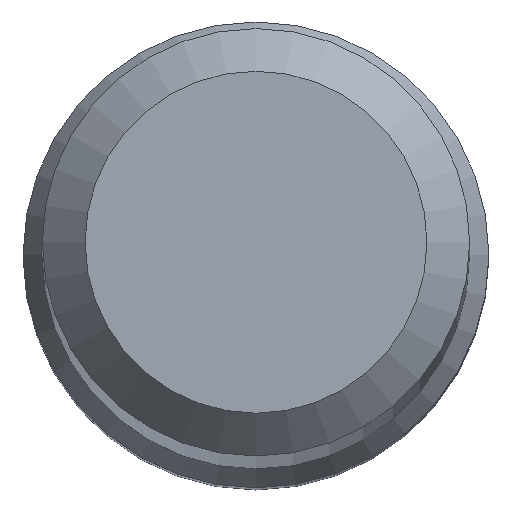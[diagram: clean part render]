
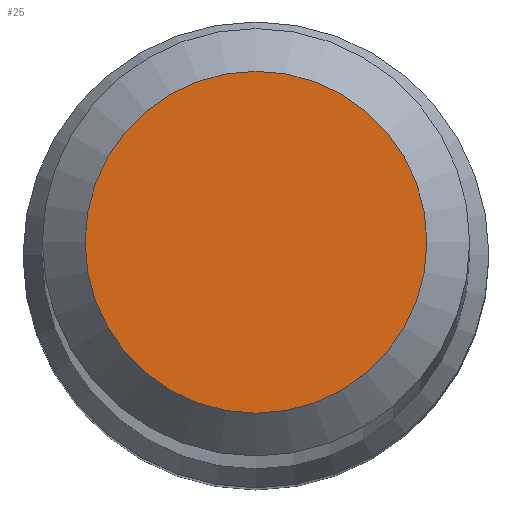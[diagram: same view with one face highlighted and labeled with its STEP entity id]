
A CAD part, top view. The second image highlights one B-rep face of the part: STEP entity #25.
In plain terms, the highlighted planar face has unit normal (0, 0, 1).
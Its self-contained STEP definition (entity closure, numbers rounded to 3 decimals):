
#10 = ORIENTED_EDGE ( 'NONE', *, *, #62, .F. ) ;
#25 = ADVANCED_FACE ( 'NONE', ( #111 ), #35, .F. ) ;
#35 = PLANE ( 'NONE',  #52 ) ;
#40 = CARTESIAN_POINT ( 'NONE',  ( 0., 0., 80. ) ) ;
#52 = AXIS2_PLACEMENT_3D ( 'NONE', #40, #202, #71 ) ;
#53 = DIRECTION ( 'NONE',  ( 0., 0., -1. ) ) ;
#62 = EDGE_CURVE ( 'NONE', #174, #174, #205, .T. ) ;
#71 = DIRECTION ( 'NONE',  ( 0., 1., 0. ) ) ;
#111 = FACE_OUTER_BOUND ( 'NONE', #232, .T. ) ;
#114 = CARTESIAN_POINT ( 'NONE',  ( 0., 1.6, 80. ) ) ;
#126 = DIRECTION ( 'NONE',  ( 0., 1., 0. ) ) ;
#174 = VERTEX_POINT ( 'NONE', #114 ) ;
#194 = AXIS2_PLACEMENT_3D ( 'NONE', #241, #53, #126 ) ;
#202 = DIRECTION ( 'NONE',  ( 0., 0., -1. ) ) ;
#205 = CIRCLE ( 'NONE', #194, 1.6 ) ;
#232 = EDGE_LOOP ( 'NONE', ( #10 ) ) ;
#241 = CARTESIAN_POINT ( 'NONE',  ( 0., 0., 80. ) ) ;
